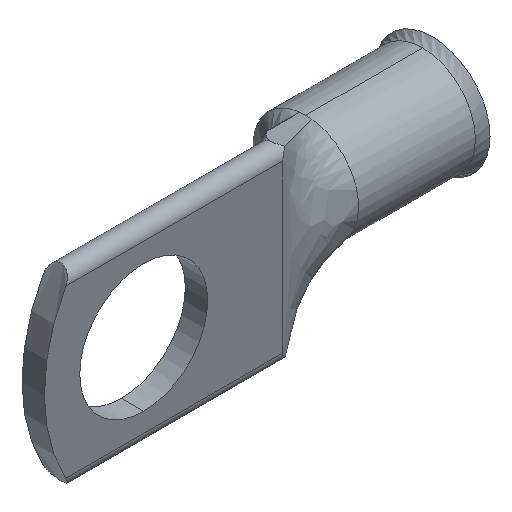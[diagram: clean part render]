
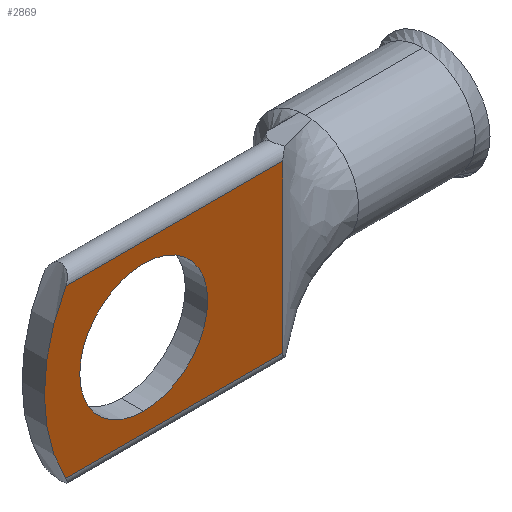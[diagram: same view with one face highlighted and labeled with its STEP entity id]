
A CAD part, isometric view. The second image highlights one B-rep face of the part: STEP entity #2869.
In plain terms, the highlighted planar face has unit normal (0, -1, 0).
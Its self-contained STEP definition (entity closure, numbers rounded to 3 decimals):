
#232 = DIRECTION ( 'NONE',  ( 0., -1., 0. ) ) ;
#322 = VERTEX_POINT ( 'NONE', #3488 ) ;
#353 = VERTEX_POINT ( 'NONE', #868 ) ;
#406 = CIRCLE ( 'NONE', #1159, 6.541 ) ;
#459 = ORIENTED_EDGE ( 'NONE', *, *, #2686, .T. ) ;
#504 = DIRECTION ( 'NONE',  ( -1., 0., 0. ) ) ;
#509 = DIRECTION ( 'NONE',  ( 0., 0., -1. ) ) ;
#826 = LINE ( 'NONE', #2154, #1554 ) ;
#868 = CARTESIAN_POINT ( 'NONE',  ( -2.032, -1.143, -6.541 ) ) ;
#872 = PLANE ( 'NONE',  #3877 ) ;
#914 = DIRECTION ( 'NONE',  ( 0., -1., 0. ) ) ;
#1025 = DIRECTION ( 'NONE',  ( 0., 0., -1. ) ) ;
#1128 = EDGE_CURVE ( 'NONE', #353, #2897, #406, .T. ) ;
#1159 = AXIS2_PLACEMENT_3D ( 'NONE', #2229, #1243, #2576 ) ;
#1243 = DIRECTION ( 'NONE',  ( 0., -1., 0. ) ) ;
#1289 = CARTESIAN_POINT ( 'NONE',  ( -2.032, -1.143, 0. ) ) ;
#1413 = CARTESIAN_POINT ( 'NONE',  ( 12.192, -1.143, 0. ) ) ;
#1504 = EDGE_LOOP ( 'NONE', ( #459, #2283, #2226, #1736 ) ) ;
#1554 = VECTOR ( 'NONE', #504, 1000. ) ;
#1603 = ORIENTED_EDGE ( 'NONE', *, *, #2178, .F. ) ;
#1736 = ORIENTED_EDGE ( 'NONE', *, *, #3907, .T. ) ;
#1841 = CARTESIAN_POINT ( 'NONE',  ( 5.431, -1.143, -8.509 ) ) ;
#1852 = CARTESIAN_POINT ( 'NONE',  ( 12.192, -1.143, -8.509 ) ) ;
#1976 = VERTEX_POINT ( 'NONE', #2600 ) ;
#1983 = EDGE_CURVE ( 'NONE', #3309, #3935, #4169, .T. ) ;
#2088 = LINE ( 'NONE', #1413, #2802 ) ;
#2154 = CARTESIAN_POINT ( 'NONE',  ( -10.002, -1.143, 8.509 ) ) ;
#2178 = EDGE_CURVE ( 'NONE', #2897, #353, #2977, .T. ) ;
#2204 = CIRCLE ( 'NONE', #2281, 17.623 ) ;
#2210 = DIRECTION ( 'NONE',  ( 1., 0., 0. ) ) ;
#2226 = ORIENTED_EDGE ( 'NONE', *, *, #3669, .T. ) ;
#2229 = CARTESIAN_POINT ( 'NONE',  ( -2.032, -1.143, 0. ) ) ;
#2281 = AXIS2_PLACEMENT_3D ( 'NONE', #2900, #232, #3208 ) ;
#2283 = ORIENTED_EDGE ( 'NONE', *, *, #1983, .T. ) ;
#2552 = FACE_OUTER_BOUND ( 'NONE', #1504, .T. ) ;
#2576 = DIRECTION ( 'NONE',  ( 0., 0., -1. ) ) ;
#2600 = CARTESIAN_POINT ( 'NONE',  ( -10.002, -1.143, 8.509 ) ) ;
#2619 = EDGE_LOOP ( 'NONE', ( #1603, #3251 ) ) ;
#2623 = DIRECTION ( 'NONE',  ( 0., -1., 0. ) ) ;
#2686 = EDGE_CURVE ( 'NONE', #1976, #3309, #2204, .T. ) ;
#2802 = VECTOR ( 'NONE', #3422, 1000. ) ;
#2869 = ADVANCED_FACE ( 'NONE', ( #3861, #2552 ), #872, .T. ) ;
#2897 = VERTEX_POINT ( 'NONE', #3185 ) ;
#2900 = CARTESIAN_POINT ( 'NONE',  ( 5.431, -1.143, 0. ) ) ;
#2977 = CIRCLE ( 'NONE', #3041, 6.541 ) ;
#3041 = AXIS2_PLACEMENT_3D ( 'NONE', #1289, #2623, #1025 ) ;
#3185 = CARTESIAN_POINT ( 'NONE',  ( -2.032, -1.143, 6.541 ) ) ;
#3208 = DIRECTION ( 'NONE',  ( 0., 0., -1. ) ) ;
#3251 = ORIENTED_EDGE ( 'NONE', *, *, #1128, .F. ) ;
#3309 = VERTEX_POINT ( 'NONE', #3893 ) ;
#3422 = DIRECTION ( 'NONE',  ( 0., 0., 1. ) ) ;
#3488 = CARTESIAN_POINT ( 'NONE',  ( 12.192, -1.143, 8.509 ) ) ;
#3669 = EDGE_CURVE ( 'NONE', #3935, #322, #2088, .T. ) ;
#3803 = VECTOR ( 'NONE', #2210, 1000. ) ;
#3861 = FACE_BOUND ( 'NONE', #2619, .T. ) ;
#3877 = AXIS2_PLACEMENT_3D ( 'NONE', #3903, #914, #509 ) ;
#3893 = CARTESIAN_POINT ( 'NONE',  ( -10.002, -1.143, -8.509 ) ) ;
#3903 = CARTESIAN_POINT ( 'NONE',  ( 5.431, -1.143, 0. ) ) ;
#3907 = EDGE_CURVE ( 'NONE', #322, #1976, #826, .T. ) ;
#3935 = VERTEX_POINT ( 'NONE', #1852 ) ;
#4169 = LINE ( 'NONE', #1841, #3803 ) ;
